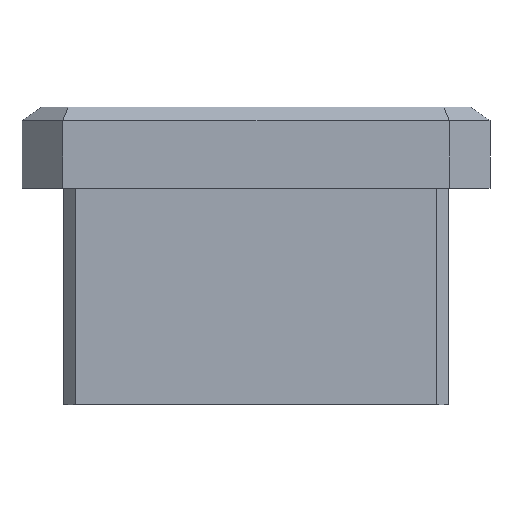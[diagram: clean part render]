
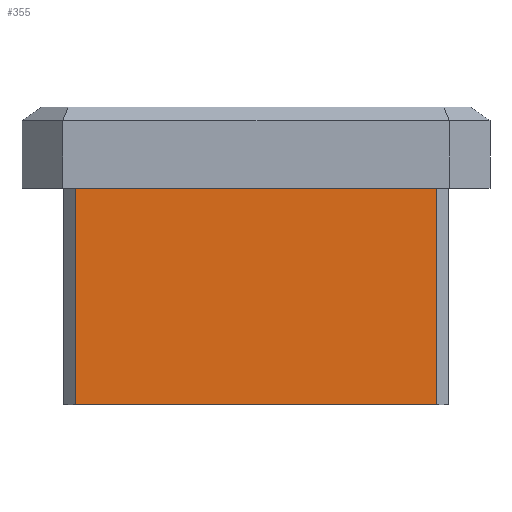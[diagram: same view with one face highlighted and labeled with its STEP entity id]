
A CAD part, left-side view. The second image highlights one B-rep face of the part: STEP entity #355.
In plain terms, the highlighted planar face has unit normal (-1, 0, 0).
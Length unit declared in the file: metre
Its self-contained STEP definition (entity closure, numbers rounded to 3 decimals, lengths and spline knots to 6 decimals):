
#54=ORIENTED_EDGE('',*,*,#138,.T.);
#55=ORIENTED_EDGE('',*,*,#139,.T.);
#56=ORIENTED_EDGE('',*,*,#134,.F.);
#57=ORIENTED_EDGE('',*,*,#140,.T.);
#134=EDGE_CURVE('',#176,#177,#212,.T.);
#138=EDGE_CURVE('',#180,#181,#216,.T.);
#139=EDGE_CURVE('',#181,#177,#217,.T.);
#140=EDGE_CURVE('',#176,#180,#218,.T.);
#176=VERTEX_POINT('',#549);
#177=VERTEX_POINT('',#551);
#180=VERTEX_POINT('',#559);
#181=VERTEX_POINT('',#560);
#212=LINE('',#550,#260);
#216=LINE('',#558,#264);
#217=LINE('',#561,#265);
#218=LINE('',#562,#266);
#260=VECTOR('',#446,1.);
#264=VECTOR('',#452,1.);
#265=VECTOR('',#453,1.);
#266=VECTOR('',#454,1.);
#291=EDGE_LOOP('',(#54,#55,#56,#57));
#313=FACE_BOUND('',#291,.T.);
#334=PLANE('',#389);
#355=ADVANCED_FACE('',(#313),#334,.T.);
#389=AXIS2_PLACEMENT_3D('',#557,#450,#451);
#446=DIRECTION('',(0.,-1.,0.));
#450=DIRECTION('',(-1.,0.,0.));
#451=DIRECTION('',(0.,0.,1.));
#452=DIRECTION('',(0.,-1.,0.));
#453=DIRECTION('',(0.,0.,1.));
#454=DIRECTION('',(0.,0.,-1.));
#549=CARTESIAN_POINT('',(0.03715,-0.00715,0.006));
#550=CARTESIAN_POINT('',(0.03715,-0.0205,0.006));
#551=CARTESIAN_POINT('',(0.03715,-0.03385,0.006));
#557=CARTESIAN_POINT('',(0.03715,-0.0205,-0.01));
#558=CARTESIAN_POINT('',(0.03715,-0.0205,-0.01));
#559=CARTESIAN_POINT('',(0.03715,-0.00715,-0.01));
#560=CARTESIAN_POINT('',(0.03715,-0.03385,-0.01));
#561=CARTESIAN_POINT('',(0.03715,-0.03385,-0.01));
#562=CARTESIAN_POINT('',(0.03715,-0.00715,-0.01));
